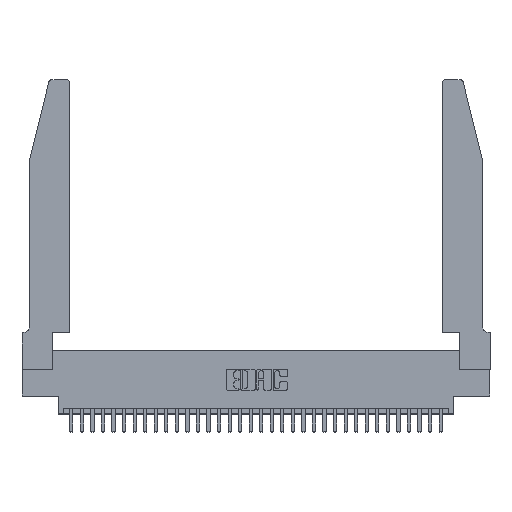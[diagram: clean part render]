
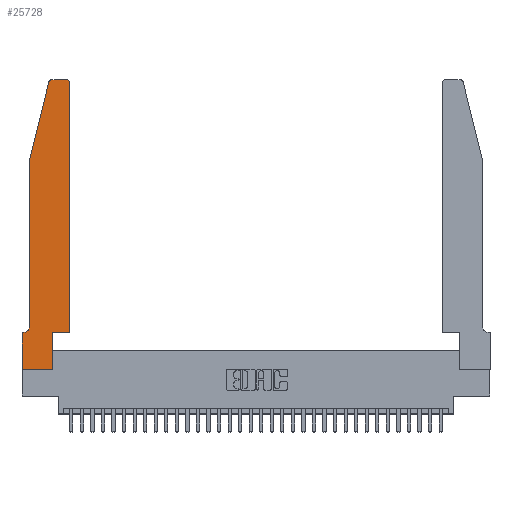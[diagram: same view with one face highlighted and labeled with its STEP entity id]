
A CAD part, top view. The second image highlights one B-rep face of the part: STEP entity #25728.
In plain terms, the highlighted planar face has unit normal (0, 0, 1).
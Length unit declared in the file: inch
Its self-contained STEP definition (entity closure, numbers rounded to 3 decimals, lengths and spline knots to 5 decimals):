
#128 = VECTOR ( 'NONE', #10352, 39.37008 ) ;
#591 = CARTESIAN_POINT ( 'NONE',  ( 0.4505, 0.35, 0.37 ) ) ;
#742 = VERTEX_POINT ( 'NONE', #31447 ) ;
#962 = LINE ( 'NONE', #28732, #128 ) ;
#1012 = VECTOR ( 'NONE', #12441, 39.37008 ) ;
#2072 = EDGE_CURVE ( 'NONE', #27925, #26540, #22574, .T. ) ;
#2664 = PLANE ( 'NONE',  #30033 ) ;
#3218 = VECTOR ( 'NONE', #31909, 39.37008 ) ;
#3780 = EDGE_CURVE ( 'NONE', #8856, #30701, #22082, .T. ) ;
#3912 = CARTESIAN_POINT ( 'NONE',  ( 0., 0., 0.37 ) ) ;
#3920 = VERTEX_POINT ( 'NONE', #33896 ) ;
#3974 = VERTEX_POINT ( 'NONE', #10479 ) ;
#4736 = ORIENTED_EDGE ( 'NONE', *, *, #2072, .T. ) ;
#4906 = CARTESIAN_POINT ( 'NONE',  ( 0.4505, 2.72, 0.37 ) ) ;
#5296 = DIRECTION ( 'NONE',  ( 1., 0., 0. ) ) ;
#6231 = VERTEX_POINT ( 'NONE', #8499 ) ;
#6388 = CARTESIAN_POINT ( 'NONE',  ( 0.0055, 0.42, 0.37 ) ) ;
#6493 = AXIS2_PLACEMENT_3D ( 'NONE', #6388, #24777, #9050 ) ;
#7145 = VERTEX_POINT ( 'NONE', #7148 ) ;
#7148 = CARTESIAN_POINT ( 'NONE',  ( 0.0755, 0.42, 0.37 ) ) ;
#8254 = VERTEX_POINT ( 'NONE', #22468 ) ;
#8339 = EDGE_CURVE ( 'NONE', #3920, #18863, #27317, .T. ) ;
#8371 = CARTESIAN_POINT ( 'NONE',  ( 0., 0., 0.37 ) ) ;
#8499 = CARTESIAN_POINT ( 'NONE',  ( 0.2865, 0.35, 0.37 ) ) ;
#8671 = FACE_OUTER_BOUND ( 'NONE', #22950, .T. ) ;
#8856 = VERTEX_POINT ( 'NONE', #30646 ) ;
#8858 = ORIENTED_EDGE ( 'NONE', *, *, #29954, .T. ) ;
#9050 = DIRECTION ( 'NONE',  ( -1., 0., 0. ) ) ;
#9822 = CARTESIAN_POINT ( 'NONE',  ( 0.0755, 2., 0.37 ) ) ;
#10256 = LINE ( 'NONE', #10765, #3218 ) ;
#10352 = DIRECTION ( 'NONE',  ( 0., -1., 0. ) ) ;
#10479 = CARTESIAN_POINT ( 'NONE',  ( 0.0755, 2., 0.37 ) ) ;
#10628 = EDGE_CURVE ( 'NONE', #6231, #8856, #20824, .T. ) ;
#10765 = CARTESIAN_POINT ( 'NONE',  ( 0.2605, 2.75, 0.37 ) ) ;
#11737 = ORIENTED_EDGE ( 'NONE', *, *, #19103, .T. ) ;
#12178 = CARTESIAN_POINT ( 'NONE',  ( 0.4205, 2.72, 0.37 ) ) ;
#12412 = CARTESIAN_POINT ( 'NONE',  ( 0.284, 2.72, 0.37 ) ) ;
#12441 = DIRECTION ( 'NONE',  ( 0., 1., 0. ) ) ;
#12484 = DIRECTION ( 'NONE',  ( -0.239, -0.971, 0. ) ) ;
#13552 = CARTESIAN_POINT ( 'NONE',  ( 0.0755, 0.35, 0.37 ) ) ;
#13829 = LINE ( 'NONE', #3912, #19142 ) ;
#13890 = VECTOR ( 'NONE', #21728, 39.37008 ) ;
#13891 = LINE ( 'NONE', #13552, #27857 ) ;
#14669 = ORIENTED_EDGE ( 'NONE', *, *, #29253, .T. ) ;
#14820 = DIRECTION ( 'NONE',  ( 1., 0., 0. ) ) ;
#14970 = CARTESIAN_POINT ( 'NONE',  ( 0.4505, 0.35, 0.37 ) ) ;
#15041 = DIRECTION ( 'NONE',  ( 1., 0., 0. ) ) ;
#15489 = LINE ( 'NONE', #9822, #21613 ) ;
#15901 = ORIENTED_EDGE ( 'NONE', *, *, #29815, .T. ) ;
#16564 = CIRCLE ( 'NONE', #6493, 0.07 ) ;
#17530 = EDGE_CURVE ( 'NONE', #30701, #19534, #25357, .T. ) ;
#17581 = DIRECTION ( 'NONE',  ( 0., 1., 0. ) ) ;
#17834 = ORIENTED_EDGE ( 'NONE', *, *, #22808, .T. ) ;
#18732 = ORIENTED_EDGE ( 'NONE', *, *, #10628, .T. ) ;
#18863 = VERTEX_POINT ( 'NONE', #30364 ) ;
#19103 = EDGE_CURVE ( 'NONE', #3974, #7145, #962, .T. ) ;
#19117 = ORIENTED_EDGE ( 'NONE', *, *, #19470, .T. ) ;
#19142 = VECTOR ( 'NONE', #30253, 39.37008 ) ;
#19470 = EDGE_CURVE ( 'NONE', #7145, #8254, #16564, .T. ) ;
#19534 = VERTEX_POINT ( 'NONE', #19853 ) ;
#19853 = CARTESIAN_POINT ( 'NONE',  ( 0.4205, 2.75, 0.37 ) ) ;
#20824 = LINE ( 'NONE', #591, #13890 ) ;
#20917 = CARTESIAN_POINT ( 'NONE',  ( 0., 0.35, 0.37 ) ) ;
#21027 = DIRECTION ( 'NONE',  ( 0., 0., 1. ) ) ;
#21046 = AXIS2_PLACEMENT_3D ( 'NONE', #12412, #30802, #15041 ) ;
#21458 = DIRECTION ( 'NONE',  ( 1., 0., 0. ) ) ;
#21613 = VECTOR ( 'NONE', #12484, 39.37008 ) ;
#21728 = DIRECTION ( 'NONE',  ( 1., 0., 0. ) ) ;
#21982 = LINE ( 'NONE', #30835, #1012 ) ;
#22082 = LINE ( 'NONE', #14970, #27459 ) ;
#22391 = ORIENTED_EDGE ( 'NONE', *, *, #28838, .T. ) ;
#22468 = CARTESIAN_POINT ( 'NONE',  ( 0.0055, 0.35, 0.37 ) ) ;
#22574 = LINE ( 'NONE', #8371, #30441 ) ;
#22756 = ORIENTED_EDGE ( 'NONE', *, *, #8339, .T. ) ;
#22808 = EDGE_CURVE ( 'NONE', #19534, #3920, #10256, .T. ) ;
#22950 = EDGE_LOOP ( 'NONE', ( #17834, #22756, #14669, #11737, #19117, #22391, #15901, #4736, #8858, #18732, #32332, #26964 ) ) ;
#24777 = DIRECTION ( 'NONE',  ( 0., 0., -1. ) ) ;
#25357 = CIRCLE ( 'NONE', #29833, 0.03 ) ;
#25728 = ADVANCED_FACE ( 'NONE', ( #8671 ), #2664, .T. ) ;
#26540 = VERTEX_POINT ( 'NONE', #32280 ) ;
#26964 = ORIENTED_EDGE ( 'NONE', *, *, #17530, .T. ) ;
#27317 = CIRCLE ( 'NONE', #21046, 0.03 ) ;
#27459 = VECTOR ( 'NONE', #17581, 39.37008 ) ;
#27857 = VECTOR ( 'NONE', #31930, 39.37008 ) ;
#27925 = VERTEX_POINT ( 'NONE', #27931 ) ;
#27931 = CARTESIAN_POINT ( 'NONE',  ( 0., 0., 0.37 ) ) ;
#28732 = CARTESIAN_POINT ( 'NONE',  ( 0.0755, 2., 0.37 ) ) ;
#28838 = EDGE_CURVE ( 'NONE', #8254, #742, #13891, .T. ) ;
#29253 = EDGE_CURVE ( 'NONE', #18863, #3974, #15489, .T. ) ;
#29815 = EDGE_CURVE ( 'NONE', #742, #27925, #13829, .T. ) ;
#29833 = AXIS2_PLACEMENT_3D ( 'NONE', #12178, #30559, #14820 ) ;
#29954 = EDGE_CURVE ( 'NONE', #26540, #6231, #21982, .T. ) ;
#30033 = AXIS2_PLACEMENT_3D ( 'NONE', #20917, #21027, #5296 ) ;
#30253 = DIRECTION ( 'NONE',  ( 0., -1., 0. ) ) ;
#30364 = CARTESIAN_POINT ( 'NONE',  ( 0.25487, 2.72718, 0.37 ) ) ;
#30441 = VECTOR ( 'NONE', #21458, 39.37008 ) ;
#30559 = DIRECTION ( 'NONE',  ( 0., 0., 1. ) ) ;
#30646 = CARTESIAN_POINT ( 'NONE',  ( 0.4505, 0.35, 0.37 ) ) ;
#30701 = VERTEX_POINT ( 'NONE', #4906 ) ;
#30802 = DIRECTION ( 'NONE',  ( 0., 0., 1. ) ) ;
#30835 = CARTESIAN_POINT ( 'NONE',  ( 0.2865, 0.35, 0.37 ) ) ;
#31447 = CARTESIAN_POINT ( 'NONE',  ( 0., 0.35, 0.37 ) ) ;
#31909 = DIRECTION ( 'NONE',  ( -1., 0., 0. ) ) ;
#31930 = DIRECTION ( 'NONE',  ( -1., 0., 0. ) ) ;
#32280 = CARTESIAN_POINT ( 'NONE',  ( 0.2865, 0., 0.37 ) ) ;
#32332 = ORIENTED_EDGE ( 'NONE', *, *, #3780, .T. ) ;
#33896 = CARTESIAN_POINT ( 'NONE',  ( 0.284, 2.75, 0.37 ) ) ;
